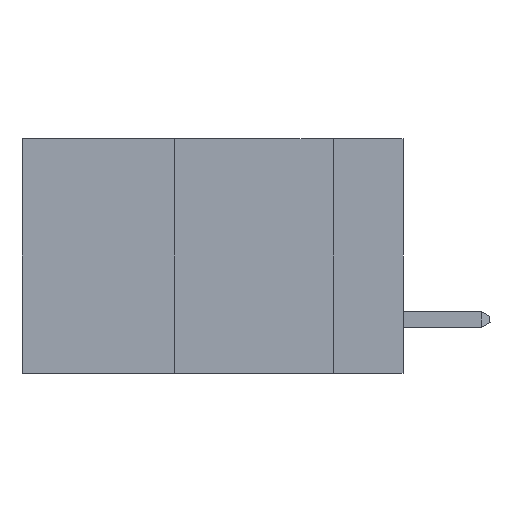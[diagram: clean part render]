
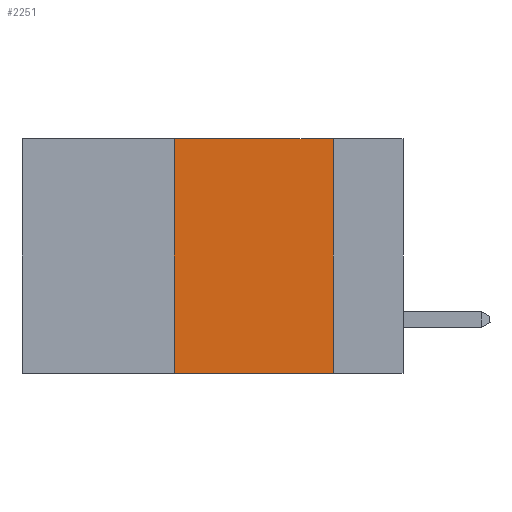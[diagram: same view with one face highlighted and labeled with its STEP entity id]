
A CAD part, left-side view. The second image highlights one B-rep face of the part: STEP entity #2251.
In plain terms, the highlighted planar face has unit normal (-1, 0, 0).
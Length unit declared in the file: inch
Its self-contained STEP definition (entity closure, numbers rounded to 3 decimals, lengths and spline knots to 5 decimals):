
#34 = VECTOR ( 'NONE', #5654, 39.37008 ) ;
#88 = EDGE_CURVE ( 'NONE', #13025, #16748, #6034, .T. ) ;
#1052 = DIRECTION ( 'NONE',  ( 0., 0., -1. ) ) ;
#2251 = ADVANCED_FACE ( 'NONE', ( #12830 ), #23166, .F. ) ;
#3439 = VECTOR ( 'NONE', #11635, 39.37008 ) ;
#4324 = DIRECTION ( 'NONE',  ( 0., 0., -1. ) ) ;
#5060 = VERTEX_POINT ( 'NONE', #22544 ) ;
#5390 = EDGE_CURVE ( 'NONE', #13025, #13445, #13862, .T. ) ;
#5503 = CARTESIAN_POINT ( 'NONE',  ( 0., 0.6, -0.37 ) ) ;
#5654 = DIRECTION ( 'NONE',  ( 0., -1., 0. ) ) ;
#6034 = LINE ( 'NONE', #13630, #3439 ) ;
#6675 = DIRECTION ( 'NONE',  ( 0., -1., 0. ) ) ;
#7315 = AXIS2_PLACEMENT_3D ( 'NONE', #11915, #15630, #4324 ) ;
#7568 = LINE ( 'NONE', #12297, #14949 ) ;
#8159 = CARTESIAN_POINT ( 'NONE',  ( 0., 0.6, 0. ) ) ;
#9685 = CARTESIAN_POINT ( 'NONE',  ( 0., 0.36, -0.37 ) ) ;
#11375 = ORIENTED_EDGE ( 'NONE', *, *, #20093, .F. ) ;
#11407 = VECTOR ( 'NONE', #6675, 39.37008 ) ;
#11635 = DIRECTION ( 'NONE',  ( 0., 0., 1. ) ) ;
#11915 = CARTESIAN_POINT ( 'NONE',  ( 0., 0.6, 0. ) ) ;
#12133 = CARTESIAN_POINT ( 'NONE',  ( 0., 0.36, 0. ) ) ;
#12297 = CARTESIAN_POINT ( 'NONE',  ( 0., 0.11, 0. ) ) ;
#12830 = FACE_OUTER_BOUND ( 'NONE', #21545, .T. ) ;
#13025 = VERTEX_POINT ( 'NONE', #9685 ) ;
#13445 = VERTEX_POINT ( 'NONE', #14224 ) ;
#13630 = CARTESIAN_POINT ( 'NONE',  ( 0., 0.36, 0. ) ) ;
#13862 = LINE ( 'NONE', #5503, #34 ) ;
#14148 = ORIENTED_EDGE ( 'NONE', *, *, #24111, .F. ) ;
#14224 = CARTESIAN_POINT ( 'NONE',  ( 0., 0.11, -0.37 ) ) ;
#14806 = ORIENTED_EDGE ( 'NONE', *, *, #88, .F. ) ;
#14949 = VECTOR ( 'NONE', #1052, 39.37008 ) ;
#15630 = DIRECTION ( 'NONE',  ( 1., 0., 0. ) ) ;
#16748 = VERTEX_POINT ( 'NONE', #12133 ) ;
#20093 = EDGE_CURVE ( 'NONE', #5060, #13445, #7568, .T. ) ;
#21545 = EDGE_LOOP ( 'NONE', ( #11375, #14148, #14806, #21947 ) ) ;
#21947 = ORIENTED_EDGE ( 'NONE', *, *, #5390, .T. ) ;
#22009 = LINE ( 'NONE', #8159, #11407 ) ;
#22544 = CARTESIAN_POINT ( 'NONE',  ( 0., 0.11, 0. ) ) ;
#23166 = PLANE ( 'NONE',  #7315 ) ;
#24111 = EDGE_CURVE ( 'NONE', #16748, #5060, #22009, .T. ) ;
